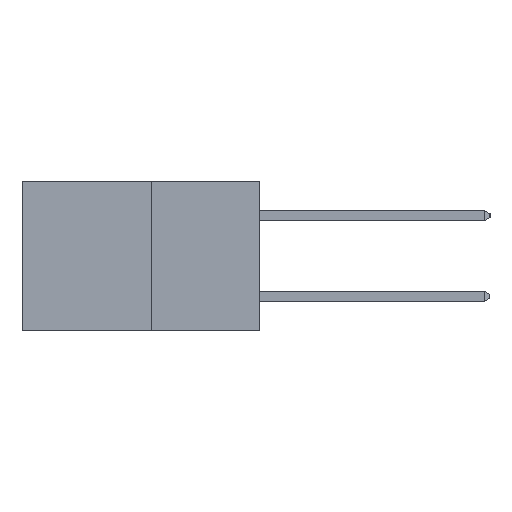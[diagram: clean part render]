
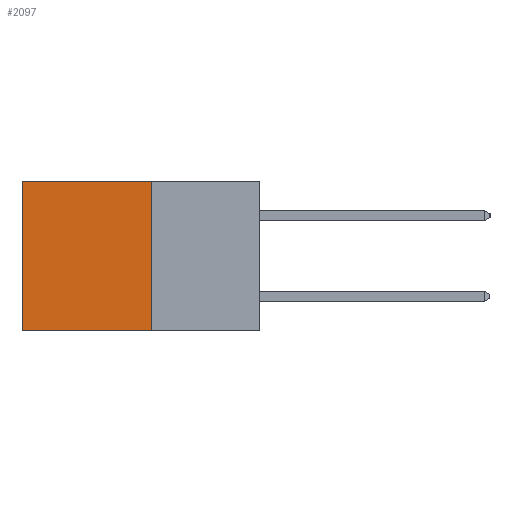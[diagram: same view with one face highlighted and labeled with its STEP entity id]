
A CAD part, left-side view. The second image highlights one B-rep face of the part: STEP entity #2097.
In plain terms, the highlighted planar face has unit normal (-1, 0, 0).
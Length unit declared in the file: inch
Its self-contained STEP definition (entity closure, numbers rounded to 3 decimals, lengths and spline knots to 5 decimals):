
#55 = LINE ( 'NONE', #1859, #4969 ) ;
#138 = CARTESIAN_POINT ( 'NONE',  ( 0.277, 0.59, -0.37 ) ) ;
#547 = VERTEX_POINT ( 'NONE', #138 ) ;
#919 = DIRECTION ( 'NONE',  ( 0., 1., 0. ) ) ;
#1142 = ORIENTED_EDGE ( 'NONE', *, *, #4999, .T. ) ;
#1234 = EDGE_CURVE ( 'NONE', #5523, #1557, #10547, .T. ) ;
#1428 = DIRECTION ( 'NONE',  ( 0., 0., -1. ) ) ;
#1557 = VERTEX_POINT ( 'NONE', #9269 ) ;
#1752 = EDGE_CURVE ( 'NONE', #5523, #6019, #9017, .T. ) ;
#1815 = DIRECTION ( 'NONE',  ( 0., 0., -1. ) ) ;
#1859 = CARTESIAN_POINT ( 'NONE',  ( 0.277, 0.59, -0.37 ) ) ;
#1872 = CARTESIAN_POINT ( 'NONE',  ( 0.277, 0.27, -0.37 ) ) ;
#2041 = ORIENTED_EDGE ( 'NONE', *, *, #6288, .F. ) ;
#2097 = ADVANCED_FACE ( 'NONE', ( #7907 ), #3683, .F. ) ;
#2304 = DIRECTION ( 'NONE',  ( 0., 1., 0. ) ) ;
#3683 = PLANE ( 'NONE',  #7785 ) ;
#4267 = CARTESIAN_POINT ( 'NONE',  ( 0.277, 0.27, 0. ) ) ;
#4969 = VECTOR ( 'NONE', #1815, 39.37008 ) ;
#4999 = EDGE_CURVE ( 'NONE', #6019, #547, #55, .T. ) ;
#5523 = VERTEX_POINT ( 'NONE', #9652 ) ;
#5852 = EDGE_LOOP ( 'NONE', ( #1142, #2041, #9449, #5934 ) ) ;
#5934 = ORIENTED_EDGE ( 'NONE', *, *, #1752, .T. ) ;
#6019 = VERTEX_POINT ( 'NONE', #6392 ) ;
#6288 = EDGE_CURVE ( 'NONE', #1557, #547, #6631, .T. ) ;
#6392 = CARTESIAN_POINT ( 'NONE',  ( 0.277, 0.59, 0. ) ) ;
#6631 = LINE ( 'NONE', #6840, #6892 ) ;
#6840 = CARTESIAN_POINT ( 'NONE',  ( 0.277, 0.27, -0.37 ) ) ;
#6892 = VECTOR ( 'NONE', #919, 39.37008 ) ;
#6986 = DIRECTION ( 'NONE',  ( 0., 0., -1. ) ) ;
#7785 = AXIS2_PLACEMENT_3D ( 'NONE', #10482, #9615, #6986 ) ;
#7907 = FACE_OUTER_BOUND ( 'NONE', #5852, .T. ) ;
#8535 = VECTOR ( 'NONE', #2304, 39.37008 ) ;
#8543 = VECTOR ( 'NONE', #1428, 39.37008 ) ;
#9017 = LINE ( 'NONE', #4267, #8535 ) ;
#9269 = CARTESIAN_POINT ( 'NONE',  ( 0.277, 0.27, -0.37 ) ) ;
#9449 = ORIENTED_EDGE ( 'NONE', *, *, #1234, .F. ) ;
#9615 = DIRECTION ( 'NONE',  ( 1., 0., 0. ) ) ;
#9652 = CARTESIAN_POINT ( 'NONE',  ( 0.277, 0.27, 0. ) ) ;
#10482 = CARTESIAN_POINT ( 'NONE',  ( 0.277, 0.27, -0.37 ) ) ;
#10547 = LINE ( 'NONE', #1872, #8543 ) ;
